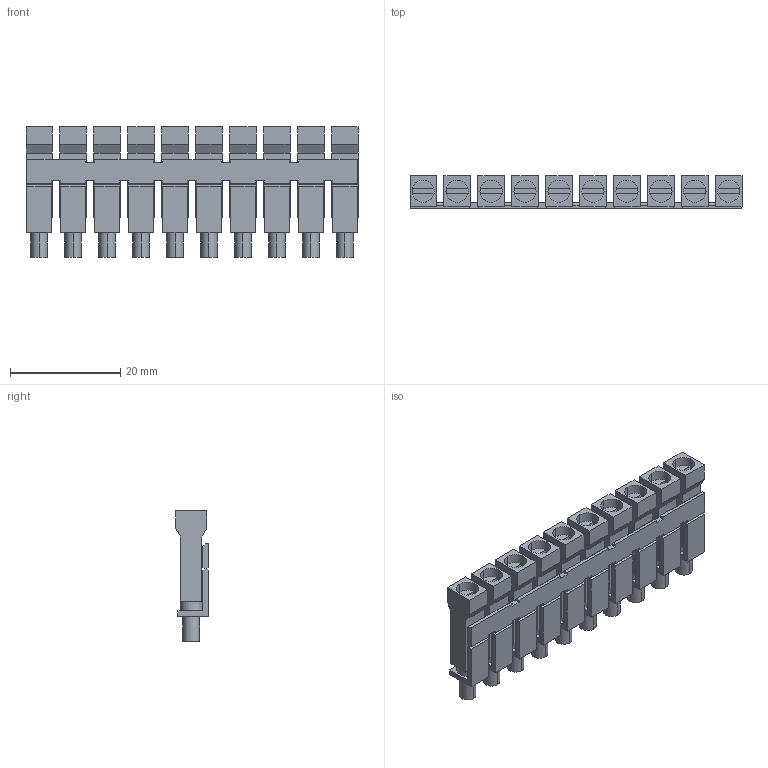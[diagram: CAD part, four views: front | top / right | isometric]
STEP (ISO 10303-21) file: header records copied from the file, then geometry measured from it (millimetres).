
FILE_DESCRIPTION(('Creo Elements/Direct Modeling STEP Export'),'2;1');
FILE_NAME('model.stp','2018-03-06T12:34:54',(''),(''),'Creo Elements/Direct Modeling STEP processor for AP214 (Solid Model)','Creo Elements/Direct Modeling 18.1I 14-Aug-2016 (C) Parametric Technology GmbH','');
FILE_SCHEMA(('AUTOMOTIVE_DESIGN { 1 0 10303 214 1 1 1 1 }'));
Length unit declared in the file: millimetre
Products named in the file (2): LB_10-6_GY-select
Assembly tree (1 placements, depth 2):
  LB_10-6_GY-select
    LB_10-6_GY-select
Bounding box: 60.1 x 5.92 x 23.6 mm (x, y, z)
Volume: 4407.3 mm3; surface area: 6291.6 mm2
Topology: 1 solids, 1 shells, 423 faces, 1103 edges, 722 vertices
Faces by surface type: plane 343, cylinder 80
Entity records: 14853 total; most frequent: ORIENTED_EDGE 2206, CARTESIAN_POINT 1949, DIRECTION 1643, EDGE_CURVE 1103, VECTOR 811, LINE 811, VERTEX_POINT 722, EDGE_LOOP 463
